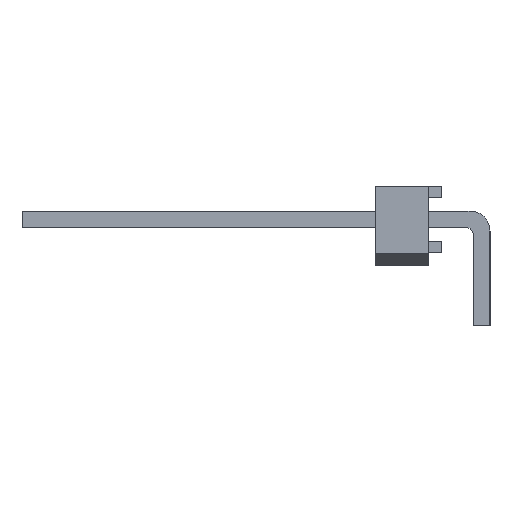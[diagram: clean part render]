
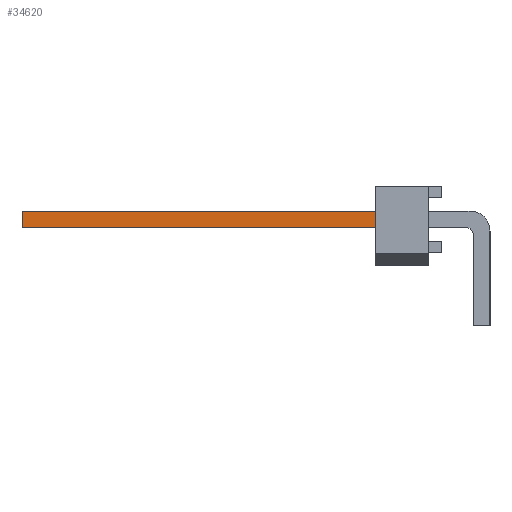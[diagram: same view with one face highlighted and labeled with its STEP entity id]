
A CAD part, left-side view. The second image highlights one B-rep face of the part: STEP entity #34620.
In plain terms, the highlighted face is planar.
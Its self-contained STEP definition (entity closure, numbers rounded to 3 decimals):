
#33169 = VERTEX_POINT('',#33170);
#33170 = CARTESIAN_POINT('',(28.258,17.526,-0.318));
#33176 = EDGE_CURVE('',#33177,#33169,#33179,.T.);
#33177 = VERTEX_POINT('',#33178);
#33178 = CARTESIAN_POINT('',(28.258,2.921,-0.318));
#33179 = LINE('',#33180,#33181);
#33180 = CARTESIAN_POINT('',(28.258,0.445,-0.318));
#33181 = VECTOR('',#33182,1.);
#33182 = DIRECTION('',(0.,1.,0.));
#34089 = VERTEX_POINT('',#34090);
#34090 = CARTESIAN_POINT('',(28.258,2.921,0.318));
#34096 = EDGE_CURVE('',#34097,#34089,#34099,.T.);
#34097 = VERTEX_POINT('',#34098);
#34098 = CARTESIAN_POINT('',(28.258,17.526,0.318));
#34099 = LINE('',#34100,#34101);
#34100 = CARTESIAN_POINT('',(28.258,17.526,0.318));
#34101 = VECTOR('',#34102,1.);
#34102 = DIRECTION('',(0.,-1.,0.));
#34609 = EDGE_CURVE('',#33169,#34097,#34610,.T.);
#34610 = LINE('',#34611,#34612);
#34611 = CARTESIAN_POINT('',(28.258,17.526,-0.318));
#34612 = VECTOR('',#34613,1.);
#34613 = DIRECTION('',(0.,0.,1.));
#34620 = ADVANCED_FACE('',(#34621),#34632,.T.);
#34621 = FACE_BOUND('',#34622,.T.);
#34622 = EDGE_LOOP('',(#34623,#34624,#34630,#34631));
#34623 = ORIENTED_EDGE('',*,*,#34096,.T.);
#34624 = ORIENTED_EDGE('',*,*,#34625,.T.);
#34625 = EDGE_CURVE('',#34089,#33177,#34626,.T.);
#34626 = LINE('',#34627,#34628);
#34627 = CARTESIAN_POINT('',(28.258,2.921,0.445));
#34628 = VECTOR('',#34629,1.);
#34629 = DIRECTION('',(0.,0.,-1.));
#34630 = ORIENTED_EDGE('',*,*,#33176,.T.);
#34631 = ORIENTED_EDGE('',*,*,#34609,.T.);
#34632 = PLANE('',#34633);
#34633 = AXIS2_PLACEMENT_3D('',#34634,#34635,#34636);
#34634 = CARTESIAN_POINT('',(28.258,0.445,0.445));
#34635 = DIRECTION('',(1.,0.,0.));
#34636 = DIRECTION('',(0.,0.,-1.));
